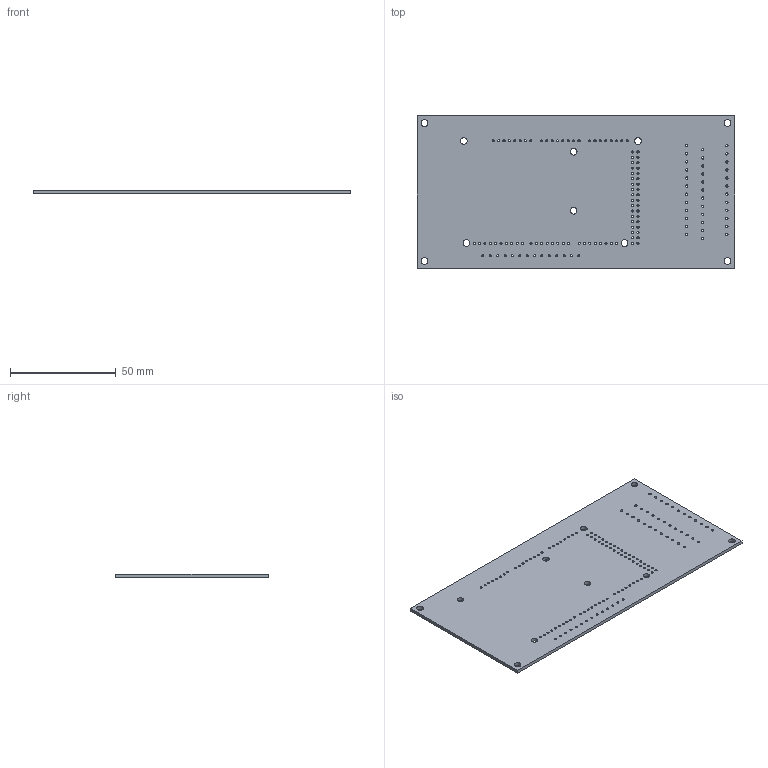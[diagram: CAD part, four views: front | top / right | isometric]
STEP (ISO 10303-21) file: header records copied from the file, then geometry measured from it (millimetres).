
FILE_DESCRIPTION(('FreeCAD Model'),'2;1');
FILE_NAME('arduino-mega-io-protection.step','2017-04-25T13:42:10',('kicad StepUp'), ('ksu MCAD'),'Open CASCADE STEP processor 6.8','FreeCAD','Unknown');
FILE_SCHEMA(('AUTOMOTIVE_DESIGN_CC2 { 1 2 10303 214 -1 1 5 4 }'));
Length unit declared in the file: millimetre
Products named in the file (2): ASSEMBLY; Pcb
Assembly tree (1 placements, depth 2):
  ASSEMBLY
    Pcb
Bounding box: 150.14 x 72.01 x 1.6 mm (x, y, z)
Volume: 16989.1 mm3; surface area: 22809.9 mm2
Topology: 1 solids, 1 shells, 152 faces, 450 edges, 300 vertices
Faces by surface type: cylinder 146, plane 6
Full cylindrical faces by diameter (mm): 1 x100, 1.1 x36, 3.2 x10
Entity records: 11739 total; most frequent: DIRECTION 1950, CARTESIAN_POINT 1804, ORIENTED_EDGE 900, PCURVE 900, DEFINITIONAL_REPRESENTATION 900, LINE 766, VECTOR 766, CIRCLE 584
